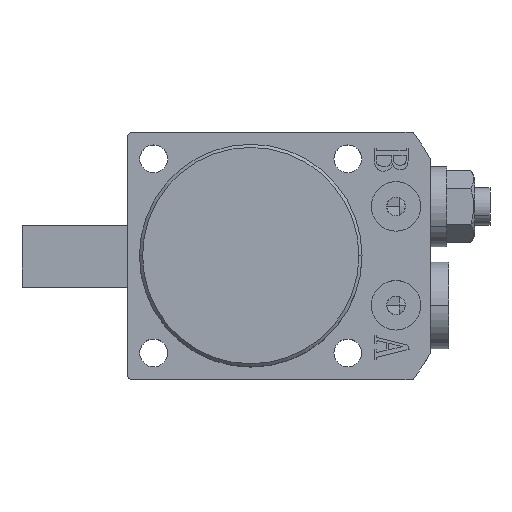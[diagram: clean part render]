
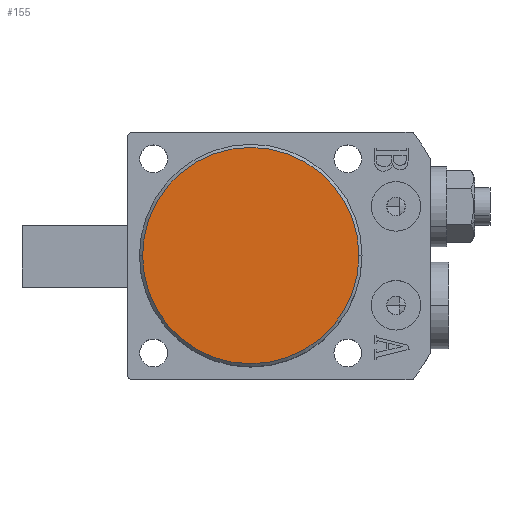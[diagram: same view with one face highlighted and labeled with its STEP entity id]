
A CAD part, top view. The second image highlights one B-rep face of the part: STEP entity #155.
In plain terms, the highlighted planar face has unit normal (0, 0, 1).
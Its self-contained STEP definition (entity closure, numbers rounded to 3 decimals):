
#155 = ADVANCED_FACE ( 'NONE', ( #3728 ), #657, .T. ) ;
#653 = DIRECTION ( 'NONE',  ( 1., 0., 0. ) ) ;
#654 = DIRECTION ( 'NONE',  ( 0., 0., 1. ) ) ;
#657 = PLANE ( 'NONE',  #4126 ) ;
#659 = CARTESIAN_POINT ( 'NONE',  ( 0., 0., 48. ) ) ;
#1173 = EDGE_CURVE ( 'NONE', #2420, #2417, #5374, .T. ) ;
#1346 = EDGE_CURVE ( 'NONE', #2417, #2420, #8244, .T. ) ;
#1788 = EDGE_LOOP ( 'NONE', ( #2986, #2987 ) ) ;
#2417 = VERTEX_POINT ( 'NONE', #9483 ) ;
#2420 = VERTEX_POINT ( 'NONE', #9486 ) ;
#2986 = ORIENTED_EDGE ( 'NONE', *, *, #1346, .T. ) ;
#2987 = ORIENTED_EDGE ( 'NONE', *, *, #1173, .T. ) ;
#3728 = FACE_OUTER_BOUND ( 'NONE', #1788, .T. ) ;
#4126 = AXIS2_PLACEMENT_3D ( 'NONE', #659, #654, #653 ) ;
#5374 = CIRCLE ( 'NONE', #6120, 17.5 ) ;
#6120 = AXIS2_PLACEMENT_3D ( 'NONE', #7537, #7538, #7539 ) ;
#6168 = AXIS2_PLACEMENT_3D ( 'NONE', #8657, #8658, #8659 ) ;
#7537 = CARTESIAN_POINT ( 'NONE',  ( 0., 0., 48. ) ) ;
#7538 = DIRECTION ( 'NONE',  ( 0., 0., 1. ) ) ;
#7539 = DIRECTION ( 'NONE',  ( 1., 0., 0. ) ) ;
#8244 = CIRCLE ( 'NONE', #6168, 17.5 ) ;
#8657 = CARTESIAN_POINT ( 'NONE',  ( 0., 0., 48. ) ) ;
#8658 = DIRECTION ( 'NONE',  ( 0., 0., 1. ) ) ;
#8659 = DIRECTION ( 'NONE',  ( 1., 0., 0. ) ) ;
#9483 = CARTESIAN_POINT ( 'NONE',  ( -17.5, 0., 48. ) ) ;
#9486 = CARTESIAN_POINT ( 'NONE',  ( 17.5, 0., 48. ) ) ;
